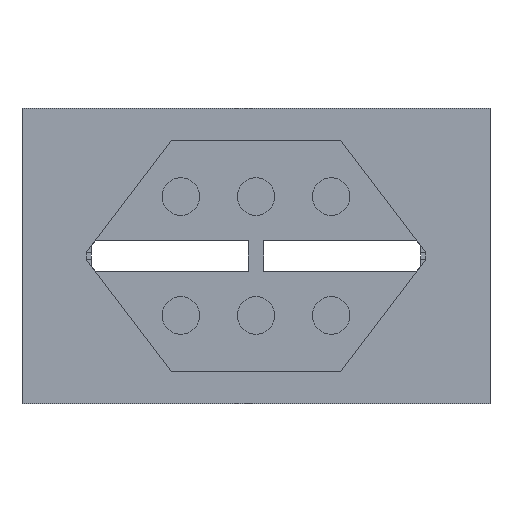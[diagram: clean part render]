
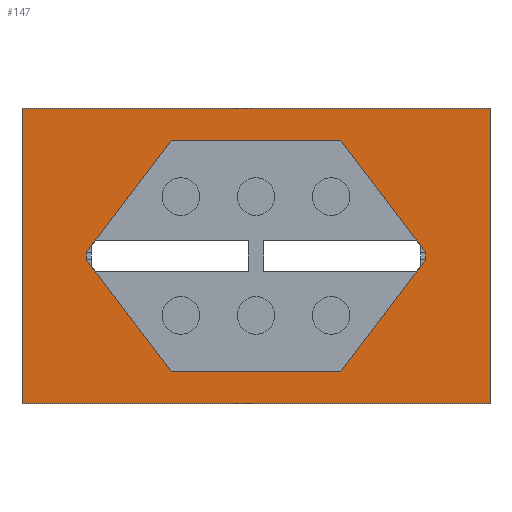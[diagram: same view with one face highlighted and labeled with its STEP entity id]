
A CAD part, left-side view. The second image highlights one B-rep face of the part: STEP entity #147.
In plain terms, the highlighted planar face has unit normal (-1, 0, 0).
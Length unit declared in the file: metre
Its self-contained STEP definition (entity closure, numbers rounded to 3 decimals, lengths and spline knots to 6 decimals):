
#147 = ADVANCED_FACE( '', ( #326, #327 ), #328, .T. );
#326 = FACE_BOUND( '', #539, .T. );
#327 = FACE_OUTER_BOUND( '', #540, .T. );
#328 = PLANE( '', #541 );
#539 = EDGE_LOOP( '', ( #911, #912, #913, #914, #915, #916, #917, #918 ) );
#540 = EDGE_LOOP( '', ( #919, #920, #921, #922 ) );
#541 = AXIS2_PLACEMENT_3D( '', #923, #924, #925 );
#911 = ORIENTED_EDGE( '', *, *, #1227, .T. );
#912 = ORIENTED_EDGE( '', *, *, #1358, .F. );
#913 = ORIENTED_EDGE( '', *, *, #1359, .F. );
#914 = ORIENTED_EDGE( '', *, *, #1314, .T. );
#915 = ORIENTED_EDGE( '', *, *, #1327, .T. );
#916 = ORIENTED_EDGE( '', *, *, #1271, .T. );
#917 = ORIENTED_EDGE( '', *, *, #1330, .F. );
#918 = ORIENTED_EDGE( '', *, *, #1332, .F. );
#919 = ORIENTED_EDGE( '', *, *, #1360, .F. );
#920 = ORIENTED_EDGE( '', *, *, #1361, .T. );
#921 = ORIENTED_EDGE( '', *, *, #1362, .T. );
#922 = ORIENTED_EDGE( '', *, *, #1355, .F. );
#923 = CARTESIAN_POINT( '', ( 0.09652, 0., 0. ) );
#924 = DIRECTION( '', ( -1., 0., 0. ) );
#925 = DIRECTION( '', ( 0., -1., 0. ) );
#1227 = EDGE_CURVE( '', #1448, #1453, #1455, .T. );
#1271 = EDGE_CURVE( '', #1525, #1530, #1532, .T. );
#1314 = EDGE_CURVE( '', #1596, #1598, #1600, .T. );
#1327 = EDGE_CURVE( '', #1598, #1525, #1620, .T. );
#1330 = EDGE_CURVE( '', #1622, #1530, #1624, .T. );
#1332 = EDGE_CURVE( '', #1448, #1622, #1626, .T. );
#1355 = EDGE_CURVE( '', #1659, #1661, #1662, .T. );
#1358 = EDGE_CURVE( '', #1665, #1453, #1666, .T. );
#1359 = EDGE_CURVE( '', #1596, #1665, #1667, .T. );
#1360 = EDGE_CURVE( '', #1668, #1659, #1669, .T. );
#1361 = EDGE_CURVE( '', #1668, #1670, #1671, .T. );
#1362 = EDGE_CURVE( '', #1670, #1661, #1672, .T. );
#1448 = VERTEX_POINT( '', #1779 );
#1453 = VERTEX_POINT( '', #1786 );
#1455 = LINE( '', #1789, #1790 );
#1525 = VERTEX_POINT( '', #1887 );
#1530 = VERTEX_POINT( '', #1894 );
#1532 = LINE( '', #1897, #1898 );
#1596 = VERTEX_POINT( '', #1992 );
#1598 = VERTEX_POINT( '', #1995 );
#1600 = LINE( '', #1998, #1999 );
#1620 = LINE( '', #2028, #2029 );
#1622 = VERTEX_POINT( '', #2031 );
#1624 = LINE( '', #2034, #2035 );
#1626 = LINE( '', #2037, #2038 );
#1659 = VERTEX_POINT( '', #2086 );
#1661 = VERTEX_POINT( '', #2089 );
#1662 = LINE( '', #2090, #2091 );
#1665 = VERTEX_POINT( '', #2095 );
#1666 = LINE( '', #2096, #2097 );
#1667 = LINE( '', #2098, #2099 );
#1668 = VERTEX_POINT( '', #2100 );
#1669 = LINE( '', #2101, #2102 );
#1670 = VERTEX_POINT( '', #2103 );
#1671 = LINE( '', #2104, #2105 );
#1672 = LINE( '', #2106, #2107 );
#1779 = CARTESIAN_POINT( '', ( 0.09652, 0.007144, -0.009779 ) );
#1786 = CARTESIAN_POINT( '', ( 0.09652, 0.014351, -0.000254 ) );
#1789 = CARTESIAN_POINT( '', ( 0.09652, 0.010747, -0.005017 ) );
#1790 = VECTOR( '', #2260, 1. );
#1887 = CARTESIAN_POINT( '', ( 0.09652, -0.014351, 0.000254 ) );
#1894 = CARTESIAN_POINT( '', ( 0.09652, -0.014351, -0.000254 ) );
#1897 = CARTESIAN_POINT( '', ( 0.09652, -0.014351, 0. ) );
#1898 = VECTOR( '', #2303, 1. );
#1992 = CARTESIAN_POINT( '', ( 0.09652, 0.007144, 0.009779 ) );
#1995 = CARTESIAN_POINT( '', ( 0.09652, -0.007144, 0.009779 ) );
#1998 = CARTESIAN_POINT( '', ( 0.09652, 0.005358, 0.009779 ) );
#1999 = VECTOR( '', #2339, 1. );
#2028 = CARTESIAN_POINT( '', ( 0.09652, -0.010747, 0.005017 ) );
#2029 = VECTOR( '', #2349, 1. );
#2031 = CARTESIAN_POINT( '', ( 0.09652, -0.007144, -0.009779 ) );
#2034 = CARTESIAN_POINT( '', ( 0.09652, -0.010747, -0.005017 ) );
#2035 = VECTOR( '', #2351, 1. );
#2037 = CARTESIAN_POINT( '', ( 0.09652, 0., -0.009779 ) );
#2038 = VECTOR( '', #2352, 1. );
#2086 = CARTESIAN_POINT( '', ( 0.09652, -0.019761, 0.012497 ) );
#2089 = CARTESIAN_POINT( '', ( 0.09652, -0.019761, -0.012497 ) );
#2090 = CARTESIAN_POINT( '', ( 0.09652, -0.019761, 0. ) );
#2091 = VECTOR( '', #2372, 1. );
#2095 = CARTESIAN_POINT( '', ( 0.09652, 0.014351, 0.000254 ) );
#2096 = CARTESIAN_POINT( '', ( 0.09652, 0.014351, 0. ) );
#2097 = VECTOR( '', #2374, 1. );
#2098 = CARTESIAN_POINT( '', ( 0.09652, 0.010747, 0.005017 ) );
#2099 = VECTOR( '', #2375, 1. );
#2100 = CARTESIAN_POINT( '', ( 0.09652, 0.019761, 0.012497 ) );
#2101 = CARTESIAN_POINT( '', ( 0.09652, -0.007264, 0.012497 ) );
#2102 = VECTOR( '', #2376, 1. );
#2103 = CARTESIAN_POINT( '', ( 0.09652, 0.019761, -0.012497 ) );
#2104 = CARTESIAN_POINT( '', ( 0.09652, 0.019761, 0. ) );
#2105 = VECTOR( '', #2377, 1. );
#2106 = CARTESIAN_POINT( '', ( 0.09652, -0.007264, -0.012497 ) );
#2107 = VECTOR( '', #2378, 1. );
#2260 = DIRECTION( '', ( 0., 0.603, 0.797 ) );
#2303 = DIRECTION( '', ( 0., 0., -1. ) );
#2339 = DIRECTION( '', ( 0., -1., 0. ) );
#2349 = DIRECTION( '', ( 0., -0.603, -0.797 ) );
#2351 = DIRECTION( '', ( 0., -0.603, 0.797 ) );
#2352 = DIRECTION( '', ( 0., -1., 0. ) );
#2372 = DIRECTION( '', ( 0., 0., -1. ) );
#2374 = DIRECTION( '', ( 0., 0., -1. ) );
#2375 = DIRECTION( '', ( 0., 0.603, -0.797 ) );
#2376 = DIRECTION( '', ( 0., -1., 0. ) );
#2377 = DIRECTION( '', ( 0., 0., -1. ) );
#2378 = DIRECTION( '', ( 0., -1., 0. ) );
